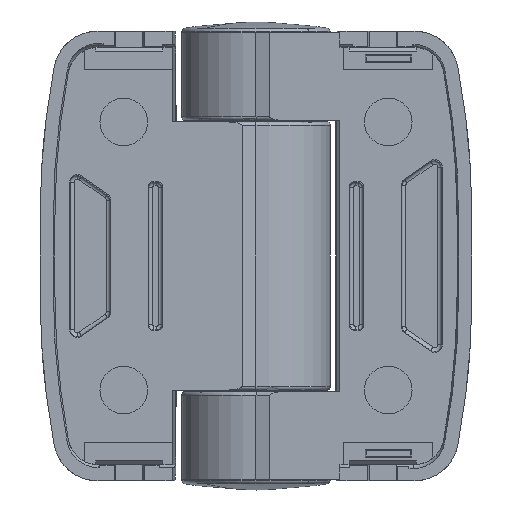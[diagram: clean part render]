
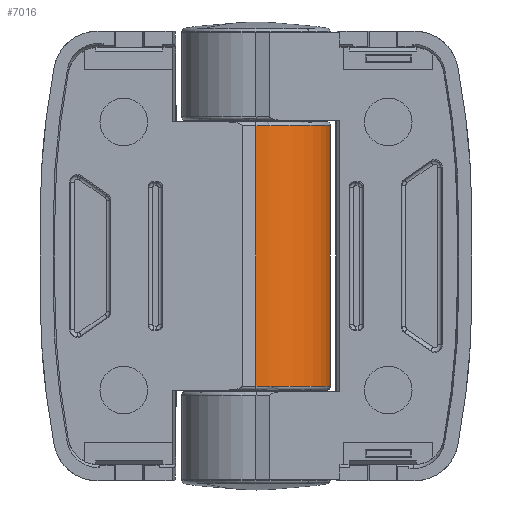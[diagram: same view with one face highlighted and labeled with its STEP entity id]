
A CAD part, front view. The second image highlights one B-rep face of the part: STEP entity #7016.
In plain terms, the highlighted cylindrical face has radius 10 mm (diameter 20 mm), a partial arc.
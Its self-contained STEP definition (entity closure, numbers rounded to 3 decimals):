
#454 = AXIS2_PLACEMENT_3D ( 'NONE', #2202, #8905, #9963 ) ;
#586 = VERTEX_POINT ( 'NONE', #3907 ) ;
#894 = EDGE_CURVE ( 'NONE', #4372, #586, #7421, .T. ) ;
#1524 = VECTOR ( 'NONE', #6761, 1000. ) ;
#1531 = DIRECTION ( 'NONE',  ( 0., 0., 1. ) ) ;
#1834 = LINE ( 'NONE', #11406, #4783 ) ;
#2202 = CARTESIAN_POINT ( 'NONE',  ( 0., 0., 30. ) ) ;
#2469 = ORIENTED_EDGE ( 'NONE', *, *, #2724, .T. ) ;
#2631 = VERTEX_POINT ( 'NONE', #11785 ) ;
#2659 = AXIS2_PLACEMENT_3D ( 'NONE', #8176, #1531, #9294 ) ;
#2724 = EDGE_CURVE ( 'NONE', #2631, #4372, #8761, .T. ) ;
#3907 = CARTESIAN_POINT ( 'NONE',  ( -10., 0., -17.5 ) ) ;
#4151 = EDGE_LOOP ( 'NONE', ( #2469, #12669, #9157, #9610 ) ) ;
#4372 = VERTEX_POINT ( 'NONE', #6945 ) ;
#4783 = VECTOR ( 'NONE', #8072, 1000. ) ;
#5326 = DIRECTION ( 'NONE',  ( 0., 0., -1. ) ) ;
#5701 = CARTESIAN_POINT ( 'NONE',  ( -10., 0., 30. ) ) ;
#6761 = DIRECTION ( 'NONE',  ( 0., 0., -1. ) ) ;
#6945 = CARTESIAN_POINT ( 'NONE',  ( -10., 0., 17.5 ) ) ;
#7016 = ADVANCED_FACE ( 'NONE', ( #8802 ), #8460, .T. ) ;
#7078 = EDGE_CURVE ( 'NONE', #586, #9609, #8116, .T. ) ;
#7421 = LINE ( 'NONE', #5701, #1524 ) ;
#7597 = EDGE_CURVE ( 'NONE', #2631, #9609, #1834, .T. ) ;
#8072 = DIRECTION ( 'NONE',  ( 0., 0., -1. ) ) ;
#8116 = CIRCLE ( 'NONE', #2659, 10. ) ;
#8176 = CARTESIAN_POINT ( 'NONE',  ( 0., 0., -17.5 ) ) ;
#8460 = CYLINDRICAL_SURFACE ( 'NONE', #454, 10. ) ;
#8761 = CIRCLE ( 'NONE', #10229, 10. ) ;
#8802 = FACE_OUTER_BOUND ( 'NONE', #4151, .T. ) ;
#8905 = DIRECTION ( 'NONE',  ( 0., 0., -1. ) ) ;
#9157 = ORIENTED_EDGE ( 'NONE', *, *, #7078, .T. ) ;
#9294 = DIRECTION ( 'NONE',  ( 1., 0., 0. ) ) ;
#9609 = VERTEX_POINT ( 'NONE', #9830 ) ;
#9610 = ORIENTED_EDGE ( 'NONE', *, *, #7597, .F. ) ;
#9830 = CARTESIAN_POINT ( 'NONE',  ( 0., -10., -17.5 ) ) ;
#9963 = DIRECTION ( 'NONE',  ( -1., 0., 0. ) ) ;
#10229 = AXIS2_PLACEMENT_3D ( 'NONE', #11963, #5326, #13079 ) ;
#11406 = CARTESIAN_POINT ( 'NONE',  ( 0., -10., 30. ) ) ;
#11785 = CARTESIAN_POINT ( 'NONE',  ( 0., -10., 17.5 ) ) ;
#11963 = CARTESIAN_POINT ( 'NONE',  ( 0., 0., 17.5 ) ) ;
#12669 = ORIENTED_EDGE ( 'NONE', *, *, #894, .T. ) ;
#13079 = DIRECTION ( 'NONE',  ( -1., 0., 0. ) ) ;
